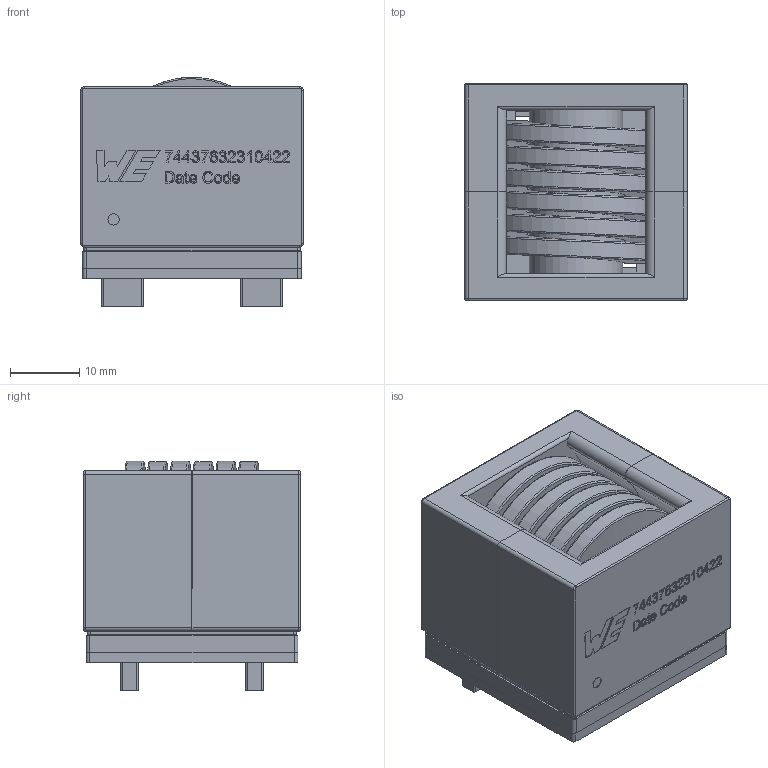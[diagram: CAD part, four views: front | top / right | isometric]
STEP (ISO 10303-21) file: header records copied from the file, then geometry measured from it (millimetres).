
FILE_DESCRIPTION(/* description */ ('Unknown'),/* implementation_level */ '2;1');
FILE_NAME(/* name */ '74437632310422',/* time_stamp */ '2024-08-19T11:39:00+08:00',/* author */ ('Unknown'),/* organization */ ('Unknown'),/* preprocessor_version */ 'ST-DEVELOPER v19.4',/* originating_system */ 'Solid Edge',/* authorisation */ 'Unknown');
FILE_SCHEMA (('AUTOMOTIVE_DESIGN {1 0 10303 214 3 1 1}'));
Length unit declared in the file: millimetre
Products named in the file (7): 74437632310422; BaseB; Coil_0422_3.5; Core_B1; Core_F1; Glue1; BaseA
Assembly tree (6 placements, depth 2):
  74437632310422
    BaseB
    Coil_0422_3.5
    Core_B1
    Core_F1
    Glue1
    BaseA
Bounding box: 32 x 31.2 x 33 mm (x, y, z)
Volume: 21503.4 mm3; surface area: 19760.7 mm2
Topology: 6 solids, 6 shells, 424 faces, 1087 edges, 714 vertices
Faces by surface type: plane 243, bspline 105, cylinder 68, torus 8
Full cylindrical faces by diameter (mm): 1.606 x1, 13.5 x2
Entity records: 31522 total; most frequent: CARTESIAN_POINT 19726, ORIENTED_EDGE 2156, DIRECTION 1414, EDGE_CURVE 1078, VERTEX_POINT 714, LINE 494, VECTOR 494, EDGE_LOOP 494
